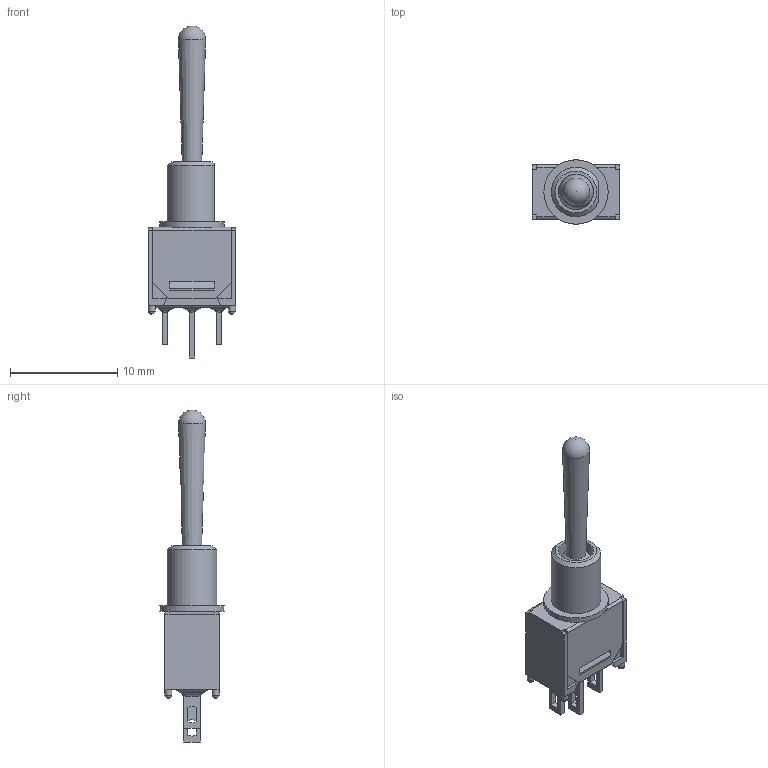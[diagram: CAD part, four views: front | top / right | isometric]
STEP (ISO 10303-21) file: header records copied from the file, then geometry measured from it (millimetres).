
FILE_DESCRIPTION(/* description */ (''),/* implementation_level */ '2;1');
FILE_NAME(/* name */ '200MSPxT4B1M1xE.stp',/* time_stamp */ '2025-04-30T09:00:26-05:00',/* author */ ('mroman'),/* organization */ (''),/* preprocessor_version */ 'ST-DEVELOPER v18.1',/* originating_system */ 'Autodesk Inventor 2022',/* authorisation */ '');
FILE_SCHEMA (('AUTOMOTIVE_DESIGN { 1 0 10303 214 3 1 1 }'));
Length unit declared in the file: inch
Products named in the file (1): 200MSPxT4B1M1xE
Bounding box: 8.13 x 6 x 30.98 mm (x, y, z)
Volume: 290.5 mm3; surface area: 954.1 mm2
Topology: 2 solids, 3 shells, 141 faces, 391 edges, 249 vertices
Faces by surface type: plane 104, cylinder 21, bspline 8, sphere 6, cone 2
Full cylindrical faces by diameter (mm): 0.65 x4, 3.3 x1, 6 x1
Entity records: 4964 total; most frequent: CARTESIAN_POINT 1389, ORIENTED_EDGE 770, DIRECTION 669, EDGE_CURVE 385, LINE 283, VECTOR 283, VERTEX_POINT 249, AXIS2_PLACEMENT_3D 193
